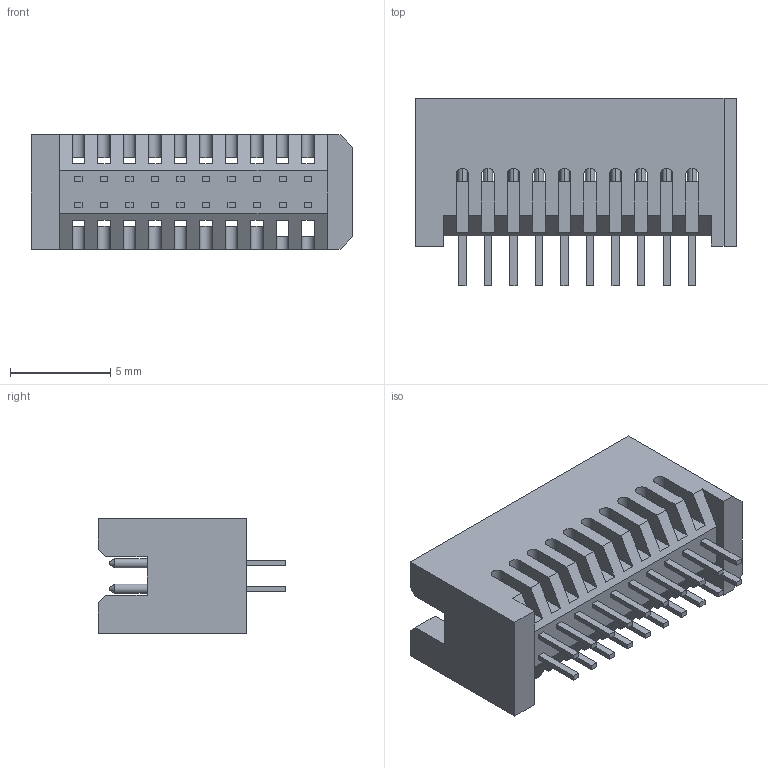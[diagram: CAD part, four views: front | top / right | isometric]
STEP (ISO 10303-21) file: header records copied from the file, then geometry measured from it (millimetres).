
FILE_DESCRIPTION (( 'STEP AP214' ), '1' );
FILE_NAME ('Samtec-TFM-110-11-S-D.step', '2010-12-17T17:32:18', ( 'SysAdmin' ), ( 'SolidWorks' ), 'SwSTEP 2.0', 'SolidWorks 2011', '' );
FILE_SCHEMA (( 'AUTOMOTIVE_DESIGN' ));
Length unit declared in the file: inch
Products named in the file (1): Samtec-TFM-110-11-S-D
Bounding box: 16 x 9.35 x 5.71 mm (x, y, z)
Volume: 365.7 mm3; surface area: 890.7 mm2
Topology: 1 solids, 1 shells, 326 faces, 922 edges, 599 vertices
Faces by surface type: plane 226, cylinder 60, cone 40
Entity records: 13488 total; most frequent: CARTESIAN_POINT 1848, ORIENTED_EDGE 1844, DIRECTION 1736, EDGE_CURVE 922, VECTOR 762, LINE 762, VERTEX_POINT 599, AXIS2_PLACEMENT_3D 487
